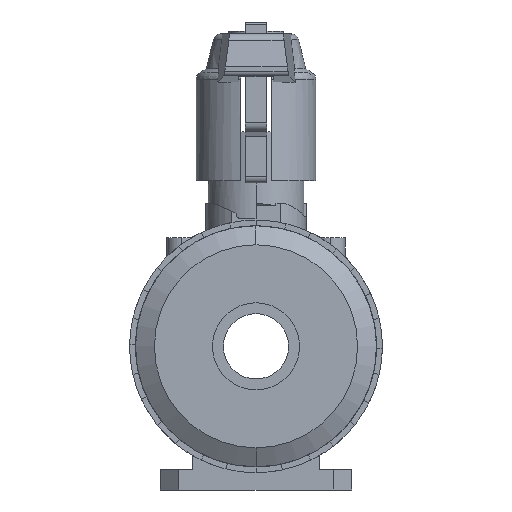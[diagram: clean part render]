
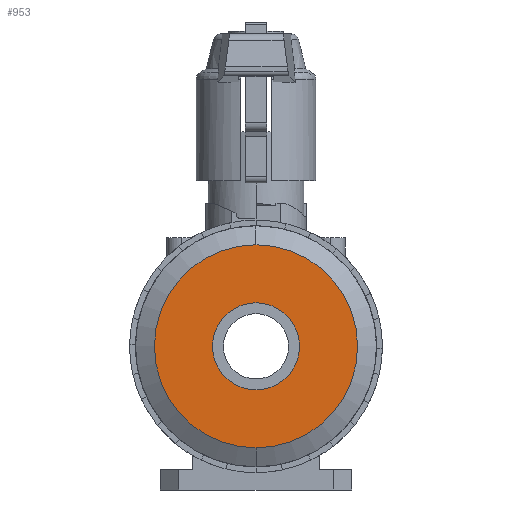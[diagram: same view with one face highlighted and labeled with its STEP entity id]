
A CAD part, left-side view. The second image highlights one B-rep face of the part: STEP entity #953.
In plain terms, the highlighted planar face has unit normal (-1, 0, 0).
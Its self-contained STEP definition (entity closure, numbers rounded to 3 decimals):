
#953=ADVANCED_FACE('',(#1984,#1985),#1986,.T.);
#1984=FACE_BOUND('',#3082,.T.);
#1985=FACE_OUTER_BOUND('',#3083,.T.);
#1986=PLANE('',#3084);
#3082=EDGE_LOOP('',(#6178,#6179));
#3083=EDGE_LOOP('',(#6180,#6181));
#3084=AXIS2_PLACEMENT_3D('',#6182,#6183,#6184);
#6178=ORIENTED_EDGE('',*,*,#6845,.F.);
#6179=ORIENTED_EDGE('',*,*,#7925,.F.);
#6180=ORIENTED_EDGE('',*,*,#6799,.F.);
#6181=ORIENTED_EDGE('',*,*,#7962,.F.);
#6182=CARTESIAN_POINT('',(-41.75,0.0,21.338));
#6183=DIRECTION('',(-1.0,0.0,0.0));
#6184=DIRECTION('',(0.0,0.0,1.0));
#6799=EDGE_CURVE('',#8206,#8208,#8209,.T.);
#6845=EDGE_CURVE('',#8293,#8296,#8297,.T.);
#7925=EDGE_CURVE('',#8296,#8293,#9908,.T.);
#7962=EDGE_CURVE('',#8208,#8206,#9972,.T.);
#8206=VERTEX_POINT('',#10275);
#8208=VERTEX_POINT('',#10278);
#8209=CIRCLE('',#10279,23.325);
#8293=VERTEX_POINT('',#10384);
#8296=VERTEX_POINT('',#10388);
#8297=CIRCLE('',#10389,10.0);
#9908=CIRCLE('',#13392,10.0);
#9972=CIRCLE('',#13470,23.325);
#10275=CARTESIAN_POINT('',(-41.75,0.0,9.675));
#10278=CARTESIAN_POINT('',(-41.75,0.,56.325));
#10279=AXIS2_PLACEMENT_3D('',#13833,#13834,#13835);
#10384=CARTESIAN_POINT('',(-41.75,0.0,23.0));
#10388=CARTESIAN_POINT('',(-41.75,0.,43.0));
#10389=AXIS2_PLACEMENT_3D('',#13915,#13916,#13917);
#13392=AXIS2_PLACEMENT_3D('',#15156,#15157,#15158);
#13470=AXIS2_PLACEMENT_3D('',#15224,#15225,#15226);
#13833=CARTESIAN_POINT('',(-41.75,0.0,33.0));
#13834=DIRECTION('',(1.0,0.0,0.0));
#13835=DIRECTION('',(0.0,0.0,-1.0));
#13915=CARTESIAN_POINT('',(-41.75,0.0,33.0));
#13916=DIRECTION('',(-1.0,0.0,0.0));
#13917=DIRECTION('',(0.0,0.0,-1.0));
#15156=CARTESIAN_POINT('',(-41.75,0.0,33.0));
#15157=DIRECTION('',(-1.0,0.0,0.0));
#15158=DIRECTION('',(0.0,0.0,-1.0));
#15224=CARTESIAN_POINT('',(-41.75,0.0,33.0));
#15225=DIRECTION('',(1.0,0.0,0.0));
#15226=DIRECTION('',(0.0,0.0,-1.0));
